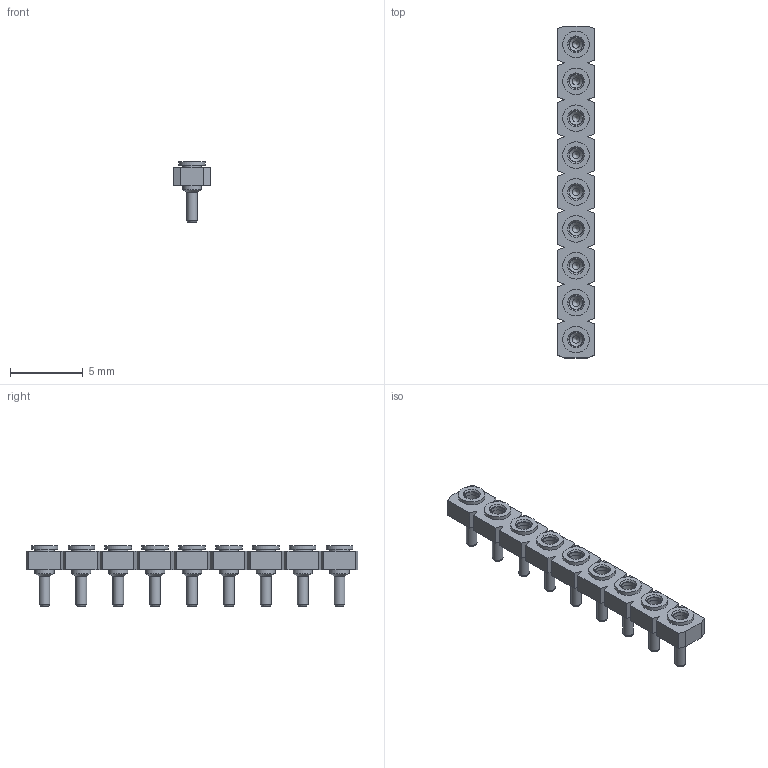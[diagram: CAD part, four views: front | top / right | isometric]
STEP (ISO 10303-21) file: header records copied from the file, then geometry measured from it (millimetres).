
FILE_DESCRIPTION(('FreeCAD Model'),'2;1');
FILE_NAME('Open CASCADE Shape Model','2023-04-06T23:14:57',('Author'),( ''),'Open CASCADE STEP processor 7.5','FreeCAD','Unknown');
FILE_SCHEMA(('AUTOMOTIVE_DESIGN { 1 0 10303 214 1 1 1 1 }'));
Length unit declared in the file: millimetre
Products named in the file (3): SL-109-TT-19; SC-8P1_pins006; SL-109_socket
Assembly tree (10 placements, depth 2):
  SL-109-TT-19
    SC-8P1_pins006  x9
    SL-109_socket
Bounding box: 2.54 x 22.86 x 4.19 mm (x, y, z)
Volume: 76.1 mm3; surface area: 468 mm2
Topology: 10 solids, 10 shells, 238 faces, 492 edges, 310 vertices
Faces by surface type: plane 112, cylinder 72, cone 54
Full cylindrical faces by diameter (mm): 0.533 x9, 0.737 x9, 0.914 x9, 1.016 x9, 1.321 x27, 1.829 x9
Entity records: 2871 total; most frequent: CARTESIAN_POINT 496, ORIENTED_EDGE 454, DIRECTION 436, EDGE_CURVE 227, LINE 168, VECTOR 168, VERTEX_POINT 150, AXIS2_PLACEMENT_3D 134
